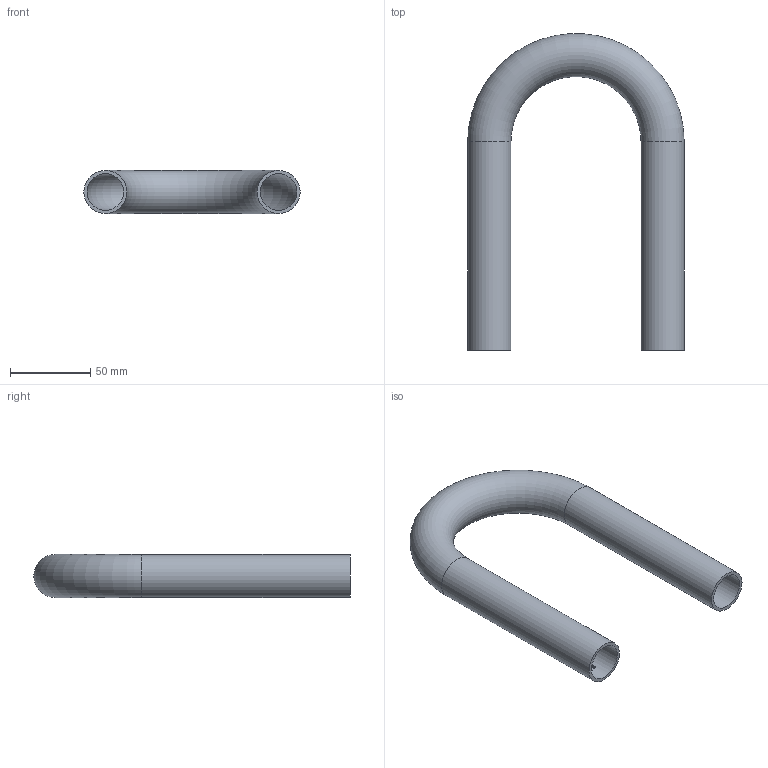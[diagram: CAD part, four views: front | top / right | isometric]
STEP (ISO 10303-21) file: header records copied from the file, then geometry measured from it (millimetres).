
FILE_DESCRIPTION (( 'STEP AP203' ), '1' );
FILE_NAME ('55110-180.step', '2023-04-14T08:27:58', ( '' ), ( '' ), 'SwSTEP 2.0', 'SolidWorks 2018', '' );
FILE_SCHEMA (( 'CONFIG_CONTROL_DESIGN' ));
Length unit declared in the file: millimetre
Products named in the file (1): 55110-180
Bounding box: 134.9 x 197.3 x 26.9 mm (x, y, z)
Volume: 67218.1 mm3; surface area: 67540.8 mm2
Topology: 1 solids, 1 shells, 219 faces, 575 edges, 382 vertices
Faces by surface type: bspline 99, plane 90, cylinder 28, torus 2
Full cylindrical faces by diameter (mm): 22.9 x2, 26.9 x2
Entity records: 10950 total; most frequent: CARTESIAN_POINT 6126, ORIENTED_EDGE 1138, DIRECTION 685, EDGE_CURVE 569, VERTEX_POINT 382, VECTOR 267, LINE 267, EDGE_LOOP 251
